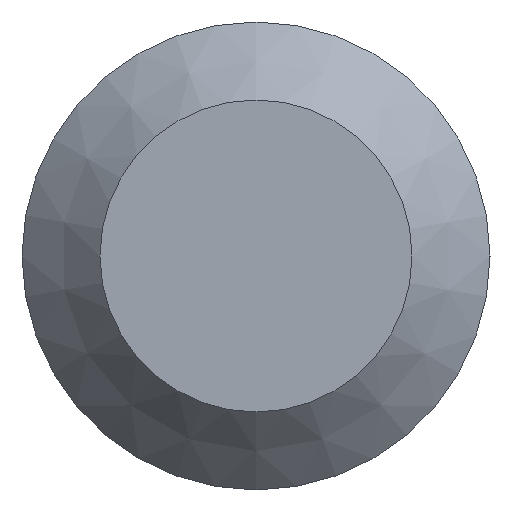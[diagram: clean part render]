
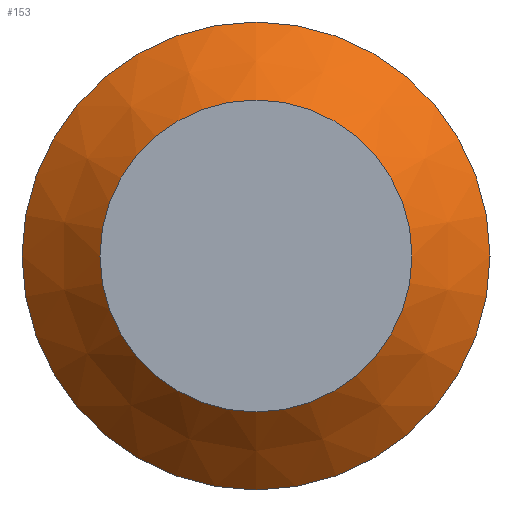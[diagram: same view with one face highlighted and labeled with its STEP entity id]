
A CAD part, left-side view. The second image highlights one B-rep face of the part: STEP entity #153.
In plain terms, the highlighted conical face has half-angle 45 degrees and reference radius 6 mm.
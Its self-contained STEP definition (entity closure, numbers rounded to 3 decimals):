
#3 = EDGE_LOOP ( 'NONE', ( #97 ) ) ;
#8 = CONICAL_SURFACE ( 'NONE', #90, 6., 0.785 ) ;
#14 = DIRECTION ( 'NONE',  ( 0., 0., -1. ) ) ;
#16 = EDGE_LOOP ( 'NONE', ( #78 ) ) ;
#27 = EDGE_CURVE ( 'NONE', #156, #156, #167, .T. ) ;
#38 = DIRECTION ( 'NONE',  ( 0., 0., 1. ) ) ;
#41 = VERTEX_POINT ( 'NONE', #200 ) ;
#73 = EDGE_CURVE ( 'NONE', #41, #41, #102, .T. ) ;
#78 = ORIENTED_EDGE ( 'NONE', *, *, #27, .T. ) ;
#86 = CARTESIAN_POINT ( 'NONE',  ( -43., 0., 0. ) ) ;
#87 = DIRECTION ( 'NONE',  ( -1., 0., 0. ) ) ;
#90 = AXIS2_PLACEMENT_3D ( 'NONE', #199, #159, #14 ) ;
#92 = FACE_OUTER_BOUND ( 'NONE', #16, .T. ) ;
#97 = ORIENTED_EDGE ( 'NONE', *, *, #73, .F. ) ;
#102 = CIRCLE ( 'NONE', #155, 4. ) ;
#145 = DIRECTION ( 'NONE',  ( 0., 0., 1. ) ) ;
#150 = CARTESIAN_POINT ( 'NONE',  ( -45., 0., 0. ) ) ;
#153 = ADVANCED_FACE ( 'NONE', ( #172, #92 ), #8, .T. ) ;
#155 = AXIS2_PLACEMENT_3D ( 'NONE', #150, #165, #145 ) ;
#156 = VERTEX_POINT ( 'NONE', #186 ) ;
#159 = DIRECTION ( 'NONE',  ( 1., 0., 0. ) ) ;
#165 = DIRECTION ( 'NONE',  ( -1., 0., 0. ) ) ;
#167 = CIRCLE ( 'NONE', #194, 6. ) ;
#172 = FACE_BOUND ( 'NONE', #3, .T. ) ;
#186 = CARTESIAN_POINT ( 'NONE',  ( -43., 0., 6. ) ) ;
#194 = AXIS2_PLACEMENT_3D ( 'NONE', #86, #87, #38 ) ;
#199 = CARTESIAN_POINT ( 'NONE',  ( -43., 0., 0. ) ) ;
#200 = CARTESIAN_POINT ( 'NONE',  ( -45., 0., 4. ) ) ;
